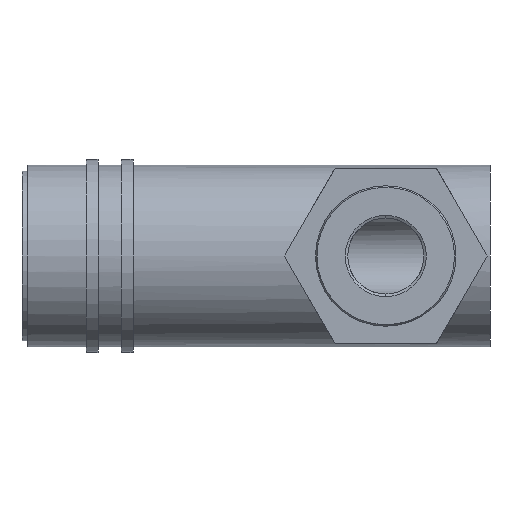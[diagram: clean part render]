
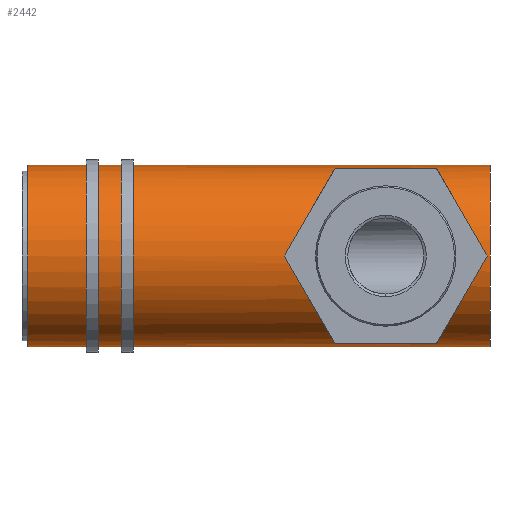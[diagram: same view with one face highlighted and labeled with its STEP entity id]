
A CAD part, front view. The second image highlights one B-rep face of the part: STEP entity #2442.
In plain terms, the highlighted cylindrical face has radius 15.5 mm (diameter 31 mm), a partial arc.
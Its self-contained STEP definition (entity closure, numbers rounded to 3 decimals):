
#164 = CARTESIAN_POINT ( 'NONE',  ( 53.519, -3.905, -15. ) ) ;
#167 = VERTEX_POINT ( 'NONE', #3520 ) ;
#199 = VECTOR ( 'NONE', #7817, 1000. ) ;
#439 = CARTESIAN_POINT ( 'NONE',  ( 70.84, -3.905, -15. ) ) ;
#603 = VERTEX_POINT ( 'NONE', #7152 ) ;
#813 = CARTESIAN_POINT ( 'NONE',  ( 44.859, -15.5, 0. ) ) ;
#864 = AXIS2_PLACEMENT_3D ( 'NONE', #8025, #3295, #1341 ) ;
#982 = DIRECTION ( 'NONE',  ( 0., 0., 1. ) ) ;
#1007 = VECTOR ( 'NONE', #7613, 1000. ) ;
#1018 = CARTESIAN_POINT ( 'NONE',  ( 0., -3.905, 15. ) ) ;
#1035 =( BOUNDED_CURVE ( )  B_SPLINE_CURVE ( 3, ( #813, #4796, #7972, #6658 ),
 .UNSPECIFIED., .F., .T. ) 
 B_SPLINE_CURVE_WITH_KNOTS ( ( 4, 4 ),
 ( 1.571, 2.887 ),
 .UNSPECIFIED. ) 
 CURVE ( )  GEOMETRIC_REPRESENTATION_ITEM ( )  RATIONAL_B_SPLINE_CURVE ( ( 1., 0.861, 0.861, 1. ) ) 
 REPRESENTATION_ITEM ( '' )  );
#1037 = CARTESIAN_POINT ( 'NONE',  ( 53.519, -3.905, -15. ) ) ;
#1074 = CARTESIAN_POINT ( 'NONE',  ( 79.5, -15.5, 0. ) ) ;
#1194 = CARTESIAN_POINT ( 'NONE',  ( 70.84, -3.905, -15. ) ) ;
#1236 = CARTESIAN_POINT ( 'NONE',  ( 79.5, -15.5, 0. ) ) ;
#1341 = DIRECTION ( 'NONE',  ( 0., 0., 1. ) ) ;
#1564 = CIRCLE ( 'NONE', #4343, 15.5 ) ;
#1577 = DIRECTION ( 'NONE',  ( -1., 0., 0. ) ) ;
#1673 = CARTESIAN_POINT ( 'NONE',  ( 80., 0., 0. ) ) ;
#1706 = DIRECTION ( 'NONE',  ( 1., 0., 0. ) ) ;
#1719 = CARTESIAN_POINT ( 'NONE',  ( 71.908, -11.01, 13.15 ) ) ;
#1854 = VERTEX_POINT ( 'NONE', #1037 ) ;
#1888 = ORIENTED_EDGE ( 'NONE', *, *, #6154, .T. ) ;
#2188 =( BOUNDED_CURVE ( )  B_SPLINE_CURVE ( 3, ( #1236, #3877, #8431, #1194 ),
 .UNSPECIFIED., .F., .T. ) 
 B_SPLINE_CURVE_WITH_KNOTS ( ( 4, 4 ),
 ( 4.712, 6.028 ),
 .UNSPECIFIED. ) 
 CURVE ( )  GEOMETRIC_REPRESENTATION_ITEM ( )  RATIONAL_B_SPLINE_CURVE ( ( 1., 0.861, 0.861, 1. ) ) 
 REPRESENTATION_ITEM ( '' )  );
#2259 = VECTOR ( 'NONE', #1706, 1000. ) ;
#2442 = ADVANCED_FACE ( 'NONE', ( #5385, #7574 ), #4274, .T. ) ;
#2479 = CARTESIAN_POINT ( 'NONE',  ( 80., 0., -15.5 ) ) ;
#2868 = CARTESIAN_POINT ( 'NONE',  ( 1., 0., -15.5 ) ) ;
#2931 = VERTEX_POINT ( 'NONE', #5070 ) ;
#2987 = ORIENTED_EDGE ( 'NONE', *, *, #6261, .T. ) ;
#3077 = CARTESIAN_POINT ( 'NONE',  ( 1., 0., 0. ) ) ;
#3103 = VECTOR ( 'NONE', #1577, 1000. ) ;
#3115 = ORIENTED_EDGE ( 'NONE', *, *, #5422, .T. ) ;
#3295 = DIRECTION ( 'NONE',  ( -1., 0., 0. ) ) ;
#3449 = ORIENTED_EDGE ( 'NONE', *, *, #5819, .T. ) ;
#3520 = CARTESIAN_POINT ( 'NONE',  ( 79.5, -15.5, 0. ) ) ;
#3614 = ORIENTED_EDGE ( 'NONE', *, *, #7586, .T. ) ;
#3825 = EDGE_CURVE ( 'NONE', #603, #167, #6958, .T. ) ;
#3877 = CARTESIAN_POINT ( 'NONE',  ( 75.261, -15.5, -7.342 ) ) ;
#4274 = CYLINDRICAL_SURFACE ( 'NONE', #864, 15.5 ) ;
#4343 = AXIS2_PLACEMENT_3D ( 'NONE', #1673, #7015, #982 ) ;
#4365 = CARTESIAN_POINT ( 'NONE',  ( 75.261, -15.5, 7.342 ) ) ;
#4502 = ORIENTED_EDGE ( 'NONE', *, *, #7524, .T. ) ;
#4544 = VERTEX_POINT ( 'NONE', #5702 ) ;
#4547 = CARTESIAN_POINT ( 'NONE',  ( 53.519, -3.905, 15. ) ) ;
#4560 = EDGE_CURVE ( 'NONE', #5233, #603, #5790, .T. ) ;
#4582 = ORIENTED_EDGE ( 'NONE', *, *, #7368, .F. ) ;
#4688 = EDGE_LOOP ( 'NONE', ( #7975, #3115, #3449, #4582 ) ) ;
#4796 = CARTESIAN_POINT ( 'NONE',  ( 49.098, -15.5, 7.342 ) ) ;
#4806 = VERTEX_POINT ( 'NONE', #7074 ) ;
#4963 = CARTESIAN_POINT ( 'NONE',  ( 0., -3.905, -15. ) ) ;
#5033 = DIRECTION ( 'NONE',  ( -1., 0., 0. ) ) ;
#5070 = CARTESIAN_POINT ( 'NONE',  ( 80., 0., 15.5 ) ) ;
#5233 = VERTEX_POINT ( 'NONE', #4547 ) ;
#5371 = CARTESIAN_POINT ( 'NONE',  ( 52.451, -11.01, -13.15 ) ) ;
#5385 = FACE_OUTER_BOUND ( 'NONE', #4688, .T. ) ;
#5422 = EDGE_CURVE ( 'NONE', #8140, #2931, #1564, .T. ) ;
#5496 = LINE ( 'NONE', #4963, #3103 ) ;
#5580 = CARTESIAN_POINT ( 'NONE',  ( 0., 0., -15.5 ) ) ;
#5702 = CARTESIAN_POINT ( 'NONE',  ( 44.859, -15.5, 0. ) ) ;
#5790 = LINE ( 'NONE', #1018, #2259 ) ;
#5819 = EDGE_CURVE ( 'NONE', #2931, #4806, #5867, .T. ) ;
#5867 = LINE ( 'NONE', #8509, #199 ) ;
#5887 = ORIENTED_EDGE ( 'NONE', *, *, #4560, .T. ) ;
#6023 = CARTESIAN_POINT ( 'NONE',  ( 49.098, -15.5, -7.342 ) ) ;
#6142 = CARTESIAN_POINT ( 'NONE',  ( 44.859, -15.5, 0. ) ) ;
#6154 = EDGE_CURVE ( 'NONE', #8260, #1854, #5496, .T. ) ;
#6261 = EDGE_CURVE ( 'NONE', #167, #8260, #2188, .T. ) ;
#6658 = CARTESIAN_POINT ( 'NONE',  ( 53.519, -3.905, 15. ) ) ;
#6671 =( BOUNDED_CURVE ( )  B_SPLINE_CURVE ( 3, ( #164, #5371, #6023, #6142 ),
 .UNSPECIFIED., .F., .T. ) 
 B_SPLINE_CURVE_WITH_KNOTS ( ( 4, 4 ),
 ( 3.396, 4.712 ),
 .UNSPECIFIED. ) 
 CURVE ( )  GEOMETRIC_REPRESENTATION_ITEM ( )  RATIONAL_B_SPLINE_CURVE ( ( 1., 0.861, 0.861, 1. ) ) 
 REPRESENTATION_ITEM ( '' )  );
#6958 =( BOUNDED_CURVE ( )  B_SPLINE_CURVE ( 3, ( #7663, #1719, #4365, #1074 ),
 .UNSPECIFIED., .F., .T. ) 
 B_SPLINE_CURVE_WITH_KNOTS ( ( 4, 4 ),
 ( 0.255, 1.571 ),
 .UNSPECIFIED. ) 
 CURVE ( )  GEOMETRIC_REPRESENTATION_ITEM ( )  RATIONAL_B_SPLINE_CURVE ( ( 1., 0.861, 0.861, 1. ) ) 
 REPRESENTATION_ITEM ( '' )  );
#7009 = LINE ( 'NONE', #5580, #1007 ) ;
#7015 = DIRECTION ( 'NONE',  ( -1., 0., 0. ) ) ;
#7074 = CARTESIAN_POINT ( 'NONE',  ( 1., 0., 15.5 ) ) ;
#7152 = CARTESIAN_POINT ( 'NONE',  ( 70.84, -3.905, 15. ) ) ;
#7368 = EDGE_CURVE ( 'NONE', #8534, #4806, #8364, .T. ) ;
#7453 = ORIENTED_EDGE ( 'NONE', *, *, #3825, .T. ) ;
#7524 = EDGE_CURVE ( 'NONE', #1854, #4544, #6671, .T. ) ;
#7574 = FACE_BOUND ( 'NONE', #8485, .T. ) ;
#7586 = EDGE_CURVE ( 'NONE', #4544, #5233, #1035, .T. ) ;
#7613 = DIRECTION ( 'NONE',  ( -1., 0., 0. ) ) ;
#7663 = CARTESIAN_POINT ( 'NONE',  ( 70.84, -3.905, 15. ) ) ;
#7678 = DIRECTION ( 'NONE',  ( 0., 0., 1. ) ) ;
#7802 = EDGE_CURVE ( 'NONE', #8140, #8534, #7009, .T. ) ;
#7817 = DIRECTION ( 'NONE',  ( -1., 0., 0. ) ) ;
#7972 = CARTESIAN_POINT ( 'NONE',  ( 52.451, -11.01, 13.15 ) ) ;
#7975 = ORIENTED_EDGE ( 'NONE', *, *, #7802, .F. ) ;
#8025 = CARTESIAN_POINT ( 'NONE',  ( 0., 0., 0. ) ) ;
#8140 = VERTEX_POINT ( 'NONE', #2479 ) ;
#8230 = AXIS2_PLACEMENT_3D ( 'NONE', #3077, #5033, #7678 ) ;
#8260 = VERTEX_POINT ( 'NONE', #439 ) ;
#8364 = CIRCLE ( 'NONE', #8230, 15.5 ) ;
#8431 = CARTESIAN_POINT ( 'NONE',  ( 71.908, -11.01, -13.15 ) ) ;
#8485 = EDGE_LOOP ( 'NONE', ( #5887, #7453, #2987, #1888, #4502, #3614 ) ) ;
#8509 = CARTESIAN_POINT ( 'NONE',  ( 0., 0., 15.5 ) ) ;
#8534 = VERTEX_POINT ( 'NONE', #2868 ) ;
